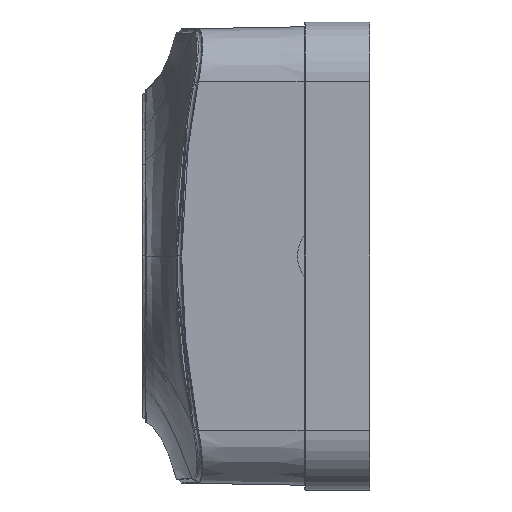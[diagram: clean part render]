
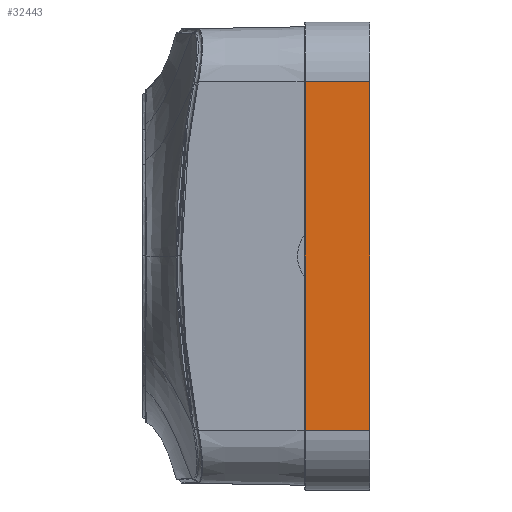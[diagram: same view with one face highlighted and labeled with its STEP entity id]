
A CAD part, left-side view. The second image highlights one B-rep face of the part: STEP entity #32443.
In plain terms, the highlighted planar face has unit normal (-1, 0, 0).
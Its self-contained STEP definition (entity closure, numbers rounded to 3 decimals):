
#205 = EDGE_CURVE ( 'NONE', #6075, #31924, #6676, .T. ) ;
#867 = DIRECTION ( 'NONE',  ( 0., 0., 1. ) ) ;
#3646 = AXIS2_PLACEMENT_3D ( 'NONE', #68052, #13216, #867 ) ;
#4970 = VERTEX_POINT ( 'NONE', #25591 ) ;
#6075 = VERTEX_POINT ( 'NONE', #42395 ) ;
#6329 = CARTESIAN_POINT ( 'NONE',  ( -96.2, 0., 24.1 ) ) ;
#6676 = LINE ( 'NONE', #73841, #34300 ) ;
#13216 = DIRECTION ( 'NONE',  ( -1., 0., 0. ) ) ;
#16842 = LINE ( 'NONE', #35157, #66682 ) ;
#18419 = EDGE_LOOP ( 'NONE', ( #21030, #64836, #59669, #54219 ) ) ;
#20453 = EDGE_CURVE ( 'NONE', #6075, #4970, #25423, .T. ) ;
#21030 = ORIENTED_EDGE ( 'NONE', *, *, #47129, .F. ) ;
#23600 = DIRECTION ( 'NONE',  ( 0., 0., 1. ) ) ;
#25423 = LINE ( 'NONE', #6329, #55771 ) ;
#25591 = CARTESIAN_POINT ( 'NONE',  ( -96.2, 0., -24.1 ) ) ;
#29963 = PLANE ( 'NONE',  #3646 ) ;
#30355 = FACE_OUTER_BOUND ( 'NONE', #18419, .T. ) ;
#31924 = VERTEX_POINT ( 'NONE', #68724 ) ;
#32011 = CARTESIAN_POINT ( 'NONE',  ( -96.2, 0., -24.1 ) ) ;
#32443 = ADVANCED_FACE ( 'NONE', ( #30355 ), #29963, .T. ) ;
#34300 = VECTOR ( 'NONE', #49622, 1000. ) ;
#35157 = CARTESIAN_POINT ( 'NONE',  ( -96.2, 8.9, -24.1 ) ) ;
#42395 = CARTESIAN_POINT ( 'NONE',  ( -96.2, 0., 24.1 ) ) ;
#43919 = LINE ( 'NONE', #32011, #70724 ) ;
#46069 = VERTEX_POINT ( 'NONE', #65204 ) ;
#47129 = EDGE_CURVE ( 'NONE', #4970, #46069, #43919, .T. ) ;
#49622 = DIRECTION ( 'NONE',  ( 0., 1., 0. ) ) ;
#54219 = ORIENTED_EDGE ( 'NONE', *, *, #62122, .F. ) ;
#55771 = VECTOR ( 'NONE', #74272, 1000. ) ;
#59669 = ORIENTED_EDGE ( 'NONE', *, *, #205, .T. ) ;
#62122 = EDGE_CURVE ( 'NONE', #46069, #31924, #16842, .T. ) ;
#64836 = ORIENTED_EDGE ( 'NONE', *, *, #20453, .F. ) ;
#65204 = CARTESIAN_POINT ( 'NONE',  ( -96.2, 8.9, -24.1 ) ) ;
#66682 = VECTOR ( 'NONE', #23600, 1000. ) ;
#68052 = CARTESIAN_POINT ( 'NONE',  ( -96.2, 0., 24.1 ) ) ;
#68143 = DIRECTION ( 'NONE',  ( 0., 1., 0. ) ) ;
#68724 = CARTESIAN_POINT ( 'NONE',  ( -96.2, 8.9, 24.1 ) ) ;
#70724 = VECTOR ( 'NONE', #68143, 1000. ) ;
#73841 = CARTESIAN_POINT ( 'NONE',  ( -96.2, 0., 24.1 ) ) ;
#74272 = DIRECTION ( 'NONE',  ( 0., 0., -1. ) ) ;
